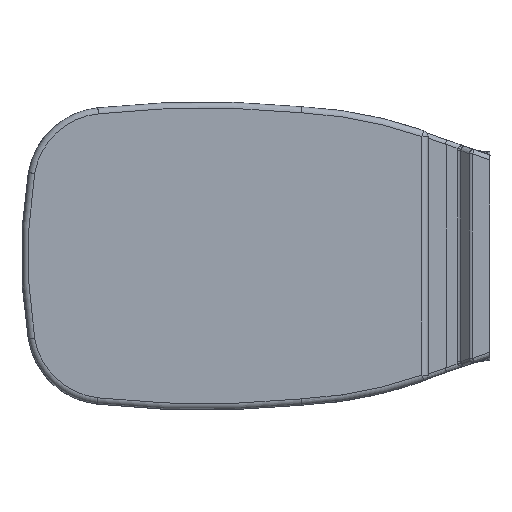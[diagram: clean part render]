
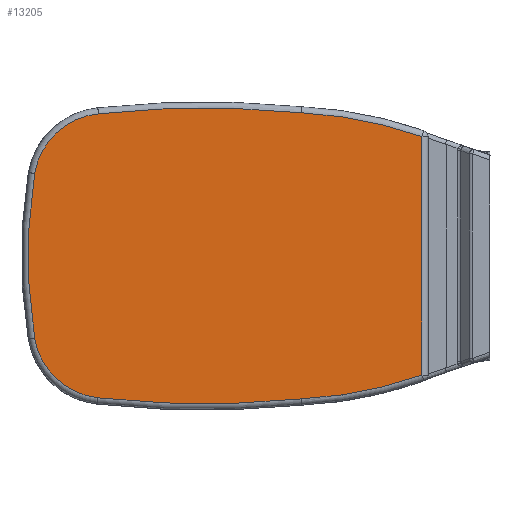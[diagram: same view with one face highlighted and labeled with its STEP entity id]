
A CAD part, top view. The second image highlights one B-rep face of the part: STEP entity #13205.
In plain terms, the highlighted planar face has unit normal (0, 0, 1).
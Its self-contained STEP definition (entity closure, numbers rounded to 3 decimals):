
#12855=CARTESIAN_POINT('',(-28.796,266.021,15.0));
#12856=VERTEX_POINT('',#12855);
#12864=CARTESIAN_POINT('',(-28.796,-8.976,15.0));
#12865=VERTEX_POINT('',#12864);
#12866=CARTESIAN_POINT('',(-28.796,266.021,15.0));
#12867=DIRECTION('',(0.0,-1.0,0.0));
#12868=VECTOR('',#12867,274.997);
#12869=LINE('',#12866,#12868);
#12870=EDGE_CURVE('',#12856,#12865,#12869,.T.);
#12895=CARTESIAN_POINT('',(-167.696,-36.382,15.0));
#12896=VERTEX_POINT('',#12895);
#12897=CARTESIAN_POINT('',(-193.166,458.394,15.0));
#12898=DIRECTION('',(0.0,0.0,-1.));
#12899=DIRECTION('',(0.194,-0.981,0.0));
#12900=AXIS2_PLACEMENT_3D('',#12897,#12898,#12899);
#12901=CIRCLE('',#12900,495.432);
#12902=EDGE_CURVE('',#12865,#12896,#12901,.T.);
#12928=CARTESIAN_POINT('',(-402.678,-35.11,15.0));
#12929=VERTEX_POINT('',#12928);
#12939=CARTESIAN_POINT('',(-279.212,1067.35,15.0));
#12940=DIRECTION('',(0.0,0.0,-1.));
#12941=DIRECTION('',(-0.005,-1.,0.0));
#12942=AXIS2_PLACEMENT_3D('',#12939,#12940,#12941);
#12943=CIRCLE('',#12942,1109.352);
#12944=EDGE_CURVE('',#12896,#12929,#12943,.T.);
#12956=CARTESIAN_POINT('',(-475.285,33.576,15.0));
#12957=VERTEX_POINT('',#12956);
#12958=CARTESIAN_POINT('',(-393.44,47.375,15.0));
#12959=DIRECTION('',(0.0,0.0,-1.0));
#12960=DIRECTION('',(-0.687,-0.726,0.0));
#12961=AXIS2_PLACEMENT_3D('',#12958,#12959,#12960);
#12962=CIRCLE('',#12961,83.);
#12963=EDGE_CURVE('',#12929,#12957,#12962,.T.);
#12988=CARTESIAN_POINT('',(-475.286,223.474,15.0));
#12989=VERTEX_POINT('',#12988);
#12990=CARTESIAN_POINT('',(125.393,128.526,15.0));
#12991=DIRECTION('',(0.0,0.0,-1.0));
#12992=DIRECTION('',(-1.,0.,0.0));
#12993=AXIS2_PLACEMENT_3D('',#12990,#12991,#12992);
#12994=CIRCLE('',#12993,608.137);
#12995=EDGE_CURVE('',#12957,#12989,#12994,.T.);
#13022=CARTESIAN_POINT('',(-401.758,292.257,15.0));
#13023=VERTEX_POINT('',#13022);
#13024=CARTESIAN_POINT('',(-393.441,209.675,15.0));
#13025=DIRECTION('',(0.0,0.0,-1.0));
#13026=DIRECTION('',(-0.683,0.73,0.0));
#13027=AXIS2_PLACEMENT_3D('',#13024,#13025,#13026);
#13028=CIRCLE('',#13027,83.);
#13029=EDGE_CURVE('',#12989,#13023,#13028,.T.);
#13056=CARTESIAN_POINT('',(-167.696,293.427,15.0));
#13057=VERTEX_POINT('',#13056);
#13058=CARTESIAN_POINT('',(-279.212,-810.306,15.0));
#13059=DIRECTION('',(0.0,0.0,-1.));
#13060=DIRECTION('',(-0.005,1.,0.0));
#13061=AXIS2_PLACEMENT_3D('',#13058,#13059,#13060);
#13062=CIRCLE('',#13061,1109.352);
#13063=EDGE_CURVE('',#13023,#13057,#13062,.T.);
#13115=CARTESIAN_POINT('',(-193.166,-201.35,15.0));
#13116=DIRECTION('',(0.0,0.0,-1.));
#13117=DIRECTION('',(0.194,0.981,0.0));
#13118=AXIS2_PLACEMENT_3D('',#13115,#13116,#13117);
#13119=CIRCLE('',#13118,495.432);
#13120=EDGE_CURVE('',#13057,#12856,#13119,.T.);
#13190=CARTESIAN_POINT('',(-248.307,128.522,15.0));
#13191=DIRECTION('',(0.0,0.0,1.0));
#13192=DIRECTION('',(1.0,0.0,0.0));
#13193=AXIS2_PLACEMENT_3D('',#13190,#13191,#13192);
#13194=PLANE('',#13193);
#13195=ORIENTED_EDGE('',*,*,#12870,.F.);
#13196=ORIENTED_EDGE('',*,*,#13120,.F.);
#13197=ORIENTED_EDGE('',*,*,#13063,.F.);
#13198=ORIENTED_EDGE('',*,*,#13029,.F.);
#13199=ORIENTED_EDGE('',*,*,#12995,.F.);
#13200=ORIENTED_EDGE('',*,*,#12963,.F.);
#13201=ORIENTED_EDGE('',*,*,#12944,.F.);
#13202=ORIENTED_EDGE('',*,*,#12902,.F.);
#13203=EDGE_LOOP('',(#13195,#13196,#13197,#13198,#13199,#13200,#13201,#13202));
#13204=FACE_OUTER_BOUND('',#13203,.T.);
#13205=ADVANCED_FACE('',(#13204),#13194,.T.);
